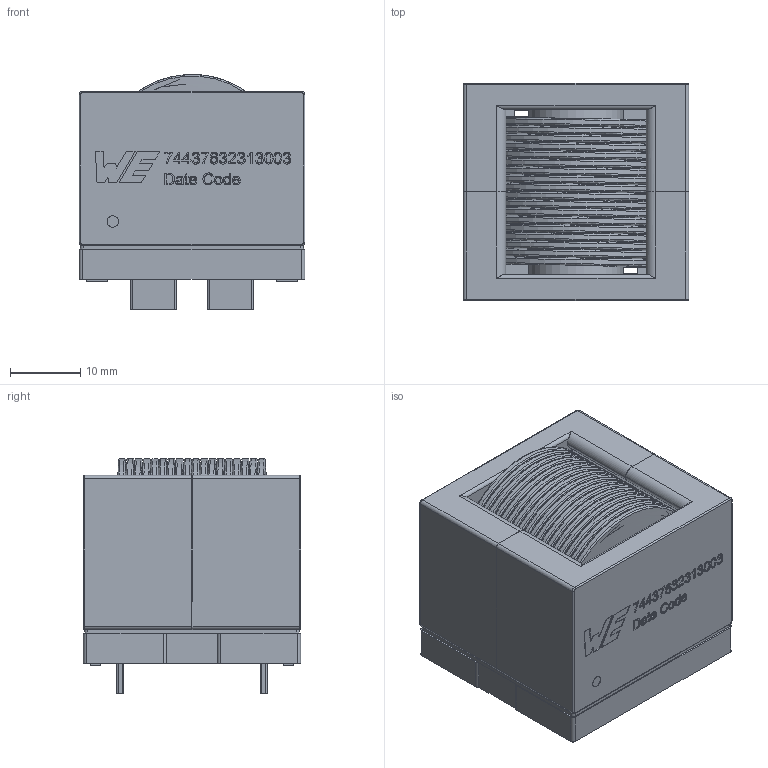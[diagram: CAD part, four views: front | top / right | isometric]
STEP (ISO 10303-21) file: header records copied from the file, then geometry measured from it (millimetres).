
FILE_DESCRIPTION(/* description */ ('Unknown'),/* implementation_level */ '2;1');
FILE_NAME(/* name */ '74437632313003',/* time_stamp */ '2024-08-19T13:03:23+08:00',/* author */ ('Unknown'),/* organization */ ('Unknown'),/* preprocessor_version */ 'ST-DEVELOPER v19.4',/* originating_system */ 'Solid Edge',/* authorisation */ 'Unknown');
FILE_SCHEMA (('AUTOMOTIVE_DESIGN {1 0 10303 214 3 1 1}'));
Products named in the file (6): 74437632313003; Base; Coil_3003_1.0; Core_B; Core_F; Glue
Assembly tree (5 placements, depth 2):
  74437632313003
    Base
    Coil_3003_1.0
    Core_B
    Core_F
    Glue
Bounding box: 32.2 x 31 x 33.5 mm (x, y, z)
Volume: 23748.1 mm3; surface area: 28581.8 mm2
Topology: 5 solids, 5 shells, 550 faces, 1441 edges, 940 vertices
Faces by surface type: plane 233, bspline 213, cylinder 96, torus 8
Full cylindrical faces by diameter (mm): 1.606 x1, 13.5 x2
Entity records: 93712 total; most frequent: CARTESIAN_POINT 79603, ORIENTED_EDGE 2860, DIRECTION 1512, EDGE_CURVE 1430, VERTEX_POINT 940, EDGE_LOOP 642, FACE_BOUND 642, B_SPLINE_CURVE_WITH_KNOTS 606
